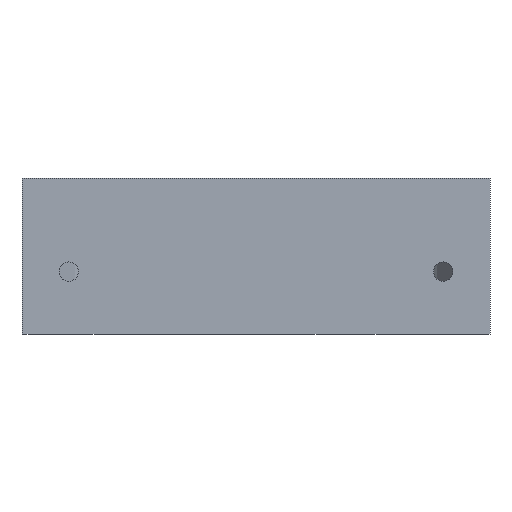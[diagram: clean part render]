
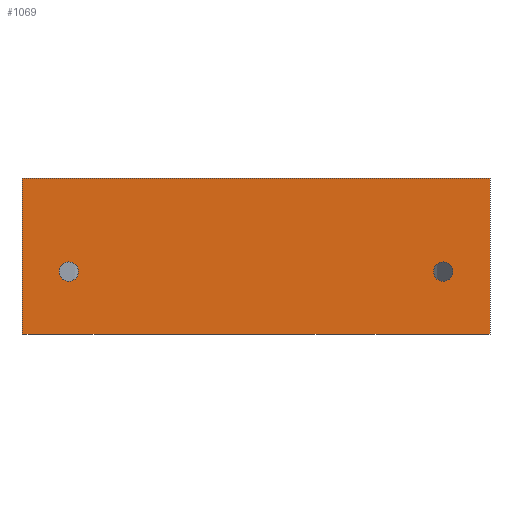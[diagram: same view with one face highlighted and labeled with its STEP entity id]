
A CAD part, front view. The second image highlights one B-rep face of the part: STEP entity #1069.
In plain terms, the highlighted planar face has unit normal (0, -1, 0).
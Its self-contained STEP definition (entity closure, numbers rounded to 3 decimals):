
#73 = PLANE('',#74);
#74 = AXIS2_PLACEMENT_3D('',#75,#76,#77);
#75 = CARTESIAN_POINT('',(0.,61.675,50.));
#76 = DIRECTION('',(0.,0.,1.));
#77 = DIRECTION('',(1.,0.,0.));
#101 = PLANE('',#102);
#102 = AXIS2_PLACEMENT_3D('',#103,#104,#105);
#103 = CARTESIAN_POINT('',(-75.,80.,0.));
#104 = DIRECTION('',(1.,0.,0.));
#105 = DIRECTION('',(0.,-1.,0.));
#128 = PLANE('',#129);
#129 = AXIS2_PLACEMENT_3D('',#130,#131,#132);
#130 = CARTESIAN_POINT('',(0.,61.675,0.));
#131 = DIRECTION('',(0.,0.,1.));
#132 = DIRECTION('',(1.,0.,0.));
#256 = VERTEX_POINT('',#257);
#257 = CARTESIAN_POINT('',(-75.,0.,50.));
#278 = EDGE_CURVE('',#279,#256,#281,.T.);
#279 = VERTEX_POINT('',#280);
#280 = CARTESIAN_POINT('',(-75.,0.,0.));
#281 = SURFACE_CURVE('',#282,(#286,#293),.PCURVE_S1.);
#282 = LINE('',#283,#284);
#283 = CARTESIAN_POINT('',(-75.,0.,0.));
#284 = VECTOR('',#285,1.);
#285 = DIRECTION('',(0.,0.,1.));
#286 = PCURVE('',#101,#287);
#287 = DEFINITIONAL_REPRESENTATION('',(#288),#292);
#288 = LINE('',#289,#290);
#289 = CARTESIAN_POINT('',(80.,0.));
#290 = VECTOR('',#291,1.);
#291 = DIRECTION('',(0.,-1.));
#292 = ( GEOMETRIC_REPRESENTATION_CONTEXT(2) 
PARAMETRIC_REPRESENTATION_CONTEXT() REPRESENTATION_CONTEXT('2D SPACE',''
  ) );
#293 = PCURVE('',#294,#299);
#294 = PLANE('',#295);
#295 = AXIS2_PLACEMENT_3D('',#296,#297,#298);
#296 = CARTESIAN_POINT('',(-75.,0.,0.));
#297 = DIRECTION('',(0.,1.,0.));
#298 = DIRECTION('',(1.,0.,0.));
#299 = DEFINITIONAL_REPRESENTATION('',(#300),#304);
#300 = LINE('',#301,#302);
#301 = CARTESIAN_POINT('',(0.,0.));
#302 = VECTOR('',#303,1.);
#303 = DIRECTION('',(0.,-1.));
#304 = ( GEOMETRIC_REPRESENTATION_CONTEXT(2) 
PARAMETRIC_REPRESENTATION_CONTEXT() REPRESENTATION_CONTEXT('2D SPACE',''
  ) );
#332 = EDGE_CURVE('',#279,#333,#335,.T.);
#333 = VERTEX_POINT('',#334);
#334 = CARTESIAN_POINT('',(75.,0.,0.));
#335 = SURFACE_CURVE('',#336,(#340,#347),.PCURVE_S1.);
#336 = LINE('',#337,#338);
#337 = CARTESIAN_POINT('',(-75.,0.,0.));
#338 = VECTOR('',#339,1.);
#339 = DIRECTION('',(1.,0.,0.));
#340 = PCURVE('',#128,#341);
#341 = DEFINITIONAL_REPRESENTATION('',(#342),#346);
#342 = LINE('',#343,#344);
#343 = CARTESIAN_POINT('',(-75.,-61.675));
#344 = VECTOR('',#345,1.);
#345 = DIRECTION('',(1.,0.));
#346 = ( GEOMETRIC_REPRESENTATION_CONTEXT(2) 
PARAMETRIC_REPRESENTATION_CONTEXT() REPRESENTATION_CONTEXT('2D SPACE',''
  ) );
#347 = PCURVE('',#294,#348);
#348 = DEFINITIONAL_REPRESENTATION('',(#349),#353);
#349 = LINE('',#350,#351);
#350 = CARTESIAN_POINT('',(0.,0.));
#351 = VECTOR('',#352,1.);
#352 = DIRECTION('',(1.,0.));
#353 = ( GEOMETRIC_REPRESENTATION_CONTEXT(2) 
PARAMETRIC_REPRESENTATION_CONTEXT() REPRESENTATION_CONTEXT('2D SPACE',''
  ) );
#371 = PLANE('',#372);
#372 = AXIS2_PLACEMENT_3D('',#373,#374,#375);
#373 = CARTESIAN_POINT('',(75.,0.,0.));
#374 = DIRECTION('',(-1.,0.,0.));
#375 = DIRECTION('',(0.,1.,0.));
#752 = EDGE_CURVE('',#256,#753,#755,.T.);
#753 = VERTEX_POINT('',#754);
#754 = CARTESIAN_POINT('',(75.,0.,50.));
#755 = SURFACE_CURVE('',#756,(#760,#767),.PCURVE_S1.);
#756 = LINE('',#757,#758);
#757 = CARTESIAN_POINT('',(-75.,0.,50.));
#758 = VECTOR('',#759,1.);
#759 = DIRECTION('',(1.,0.,0.));
#760 = PCURVE('',#73,#761);
#761 = DEFINITIONAL_REPRESENTATION('',(#762),#766);
#762 = LINE('',#763,#764);
#763 = CARTESIAN_POINT('',(-75.,-61.675));
#764 = VECTOR('',#765,1.);
#765 = DIRECTION('',(1.,0.));
#766 = ( GEOMETRIC_REPRESENTATION_CONTEXT(2) 
PARAMETRIC_REPRESENTATION_CONTEXT() REPRESENTATION_CONTEXT('2D SPACE',''
  ) );
#767 = PCURVE('',#294,#768);
#768 = DEFINITIONAL_REPRESENTATION('',(#769),#773);
#769 = LINE('',#770,#771);
#770 = CARTESIAN_POINT('',(0.,-50.));
#771 = VECTOR('',#772,1.);
#772 = DIRECTION('',(1.,0.));
#773 = ( GEOMETRIC_REPRESENTATION_CONTEXT(2) 
PARAMETRIC_REPRESENTATION_CONTEXT() REPRESENTATION_CONTEXT('2D SPACE',''
  ) );
#1069 = ADVANCED_FACE('',(#1070,#1096,#1131),#294,.F.);
#1070 = FACE_BOUND('',#1071,.F.);
#1071 = EDGE_LOOP('',(#1072,#1073,#1074,#1095));
#1072 = ORIENTED_EDGE('',*,*,#278,.T.);
#1073 = ORIENTED_EDGE('',*,*,#752,.T.);
#1074 = ORIENTED_EDGE('',*,*,#1075,.F.);
#1075 = EDGE_CURVE('',#333,#753,#1076,.T.);
#1076 = SURFACE_CURVE('',#1077,(#1081,#1088),.PCURVE_S1.);
#1077 = LINE('',#1078,#1079);
#1078 = CARTESIAN_POINT('',(75.,0.,0.));
#1079 = VECTOR('',#1080,1.);
#1080 = DIRECTION('',(0.,0.,1.));
#1081 = PCURVE('',#294,#1082);
#1082 = DEFINITIONAL_REPRESENTATION('',(#1083),#1087);
#1083 = LINE('',#1084,#1085);
#1084 = CARTESIAN_POINT('',(150.,0.));
#1085 = VECTOR('',#1086,1.);
#1086 = DIRECTION('',(0.,-1.));
#1087 = ( GEOMETRIC_REPRESENTATION_CONTEXT(2) 
PARAMETRIC_REPRESENTATION_CONTEXT() REPRESENTATION_CONTEXT('2D SPACE',''
  ) );
#1088 = PCURVE('',#371,#1089);
#1089 = DEFINITIONAL_REPRESENTATION('',(#1090),#1094);
#1090 = LINE('',#1091,#1092);
#1091 = CARTESIAN_POINT('',(0.,0.));
#1092 = VECTOR('',#1093,1.);
#1093 = DIRECTION('',(0.,-1.));
#1094 = ( GEOMETRIC_REPRESENTATION_CONTEXT(2) 
PARAMETRIC_REPRESENTATION_CONTEXT() REPRESENTATION_CONTEXT('2D SPACE',''
  ) );
#1095 = ORIENTED_EDGE('',*,*,#332,.F.);
#1096 = FACE_BOUND('',#1097,.F.);
#1097 = EDGE_LOOP('',(#1098));
#1098 = ORIENTED_EDGE('',*,*,#1099,.T.);
#1099 = EDGE_CURVE('',#1100,#1100,#1102,.T.);
#1100 = VERTEX_POINT('',#1101);
#1101 = CARTESIAN_POINT('',(-56.9,0.,20.));
#1102 = SURFACE_CURVE('',#1103,(#1108,#1119),.PCURVE_S1.);
#1103 = CIRCLE('',#1104,3.1);
#1104 = AXIS2_PLACEMENT_3D('',#1105,#1106,#1107);
#1105 = CARTESIAN_POINT('',(-60.,0.,20.));
#1106 = DIRECTION('',(0.,-1.,0.));
#1107 = DIRECTION('',(1.,0.,0.));
#1108 = PCURVE('',#294,#1109);
#1109 = DEFINITIONAL_REPRESENTATION('',(#1110),#1118);
#1110 = ( BOUNDED_CURVE() B_SPLINE_CURVE(2,(#1111,#1112,#1113,#1114,
#1115,#1116,#1117),.UNSPECIFIED.,.T.,.F.) B_SPLINE_CURVE_WITH_KNOTS((1,2
    ,2,2,2,1),(-2.094,0.,2.094,4.189,
6.283,8.378),.UNSPECIFIED.) CURVE() 
GEOMETRIC_REPRESENTATION_ITEM() RATIONAL_B_SPLINE_CURVE((1.,0.5,1.,0.5,
1.,0.5,1.)) REPRESENTATION_ITEM('') );
#1111 = CARTESIAN_POINT('',(18.1,-20.));
#1112 = CARTESIAN_POINT('',(18.1,-25.369));
#1113 = CARTESIAN_POINT('',(13.45,-22.685));
#1114 = CARTESIAN_POINT('',(8.8,-20.));
#1115 = CARTESIAN_POINT('',(13.45,-17.315));
#1116 = CARTESIAN_POINT('',(18.1,-14.631));
#1117 = CARTESIAN_POINT('',(18.1,-20.));
#1118 = ( GEOMETRIC_REPRESENTATION_CONTEXT(2) 
PARAMETRIC_REPRESENTATION_CONTEXT() REPRESENTATION_CONTEXT('2D SPACE',''
  ) );
#1119 = PCURVE('',#1120,#1125);
#1120 = CYLINDRICAL_SURFACE('',#1121,3.1);
#1121 = AXIS2_PLACEMENT_3D('',#1122,#1123,#1124);
#1122 = CARTESIAN_POINT('',(-60.,0.,20.));
#1123 = DIRECTION('',(0.,-1.,0.));
#1124 = DIRECTION('',(1.,0.,0.));
#1125 = DEFINITIONAL_REPRESENTATION('',(#1126),#1130);
#1126 = LINE('',#1127,#1128);
#1127 = CARTESIAN_POINT('',(0.,0.));
#1128 = VECTOR('',#1129,1.);
#1129 = DIRECTION('',(1.,0.));
#1130 = ( GEOMETRIC_REPRESENTATION_CONTEXT(2) 
PARAMETRIC_REPRESENTATION_CONTEXT() REPRESENTATION_CONTEXT('2D SPACE',''
  ) );
#1131 = FACE_BOUND('',#1132,.F.);
#1132 = EDGE_LOOP('',(#1133));
#1133 = ORIENTED_EDGE('',*,*,#1134,.T.);
#1134 = EDGE_CURVE('',#1135,#1135,#1137,.T.);
#1135 = VERTEX_POINT('',#1136);
#1136 = CARTESIAN_POINT('',(63.1,0.,20.));
#1137 = SURFACE_CURVE('',#1138,(#1143,#1154),.PCURVE_S1.);
#1138 = CIRCLE('',#1139,3.1);
#1139 = AXIS2_PLACEMENT_3D('',#1140,#1141,#1142);
#1140 = CARTESIAN_POINT('',(60.,0.,20.));
#1141 = DIRECTION('',(0.,-1.,0.));
#1142 = DIRECTION('',(1.,0.,0.));
#1143 = PCURVE('',#294,#1144);
#1144 = DEFINITIONAL_REPRESENTATION('',(#1145),#1153);
#1145 = ( BOUNDED_CURVE() B_SPLINE_CURVE(2,(#1146,#1147,#1148,#1149,
#1150,#1151,#1152),.UNSPECIFIED.,.T.,.F.) B_SPLINE_CURVE_WITH_KNOTS((1,2
    ,2,2,2,1),(-2.094,0.,2.094,4.189,
6.283,8.378),.UNSPECIFIED.) CURVE() 
GEOMETRIC_REPRESENTATION_ITEM() RATIONAL_B_SPLINE_CURVE((1.,0.5,1.,0.5,
1.,0.5,1.)) REPRESENTATION_ITEM('') );
#1146 = CARTESIAN_POINT('',(138.1,-20.));
#1147 = CARTESIAN_POINT('',(138.1,-25.369));
#1148 = CARTESIAN_POINT('',(133.45,-22.685));
#1149 = CARTESIAN_POINT('',(128.8,-20.));
#1150 = CARTESIAN_POINT('',(133.45,-17.315));
#1151 = CARTESIAN_POINT('',(138.1,-14.631));
#1152 = CARTESIAN_POINT('',(138.1,-20.));
#1153 = ( GEOMETRIC_REPRESENTATION_CONTEXT(2) 
PARAMETRIC_REPRESENTATION_CONTEXT() REPRESENTATION_CONTEXT('2D SPACE',''
  ) );
#1154 = PCURVE('',#1155,#1160);
#1155 = CYLINDRICAL_SURFACE('',#1156,3.1);
#1156 = AXIS2_PLACEMENT_3D('',#1157,#1158,#1159);
#1157 = CARTESIAN_POINT('',(60.,0.,20.));
#1158 = DIRECTION('',(0.,-1.,0.));
#1159 = DIRECTION('',(1.,0.,0.));
#1160 = DEFINITIONAL_REPRESENTATION('',(#1161),#1165);
#1161 = LINE('',#1162,#1163);
#1162 = CARTESIAN_POINT('',(0.,0.));
#1163 = VECTOR('',#1164,1.);
#1164 = DIRECTION('',(1.,0.));
#1165 = ( GEOMETRIC_REPRESENTATION_CONTEXT(2) 
PARAMETRIC_REPRESENTATION_CONTEXT() REPRESENTATION_CONTEXT('2D SPACE',''
  ) );
